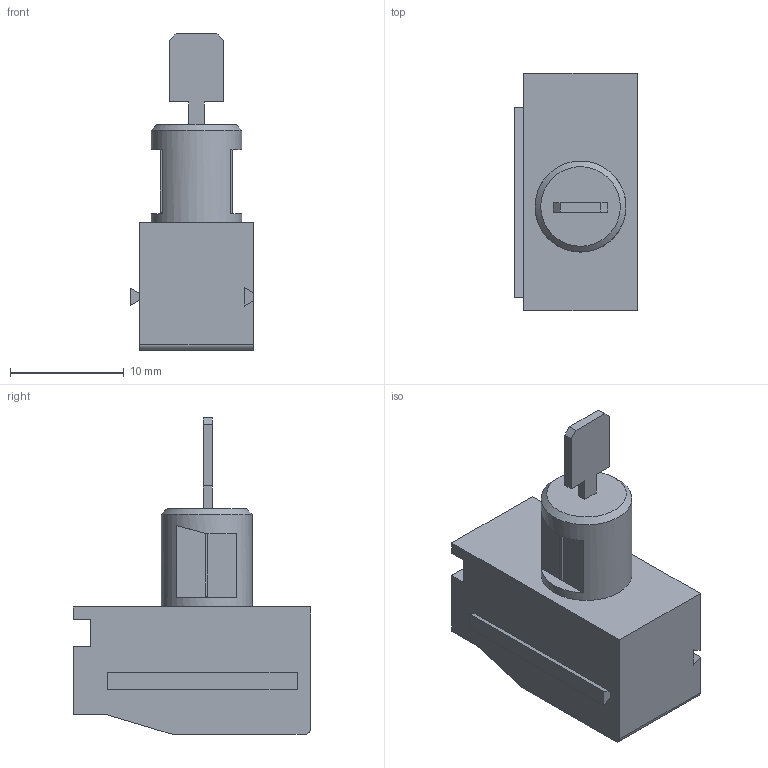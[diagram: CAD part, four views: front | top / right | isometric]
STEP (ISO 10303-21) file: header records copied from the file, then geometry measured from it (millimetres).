
FILE_DESCRIPTION(('STEP AP214'),'1');
FILE_NAME('MPT410-P.stp','2016-02-01T17:24:03',(' '),(' '),'Spatial InterOp 3D',' ',' ');
FILE_SCHEMA(('automotive_design'));
Length unit declared in the file: metre
Products named in the file (2): 1; 2
Bounding box: 10.8 x 20.9 x 27.85 mm (x, y, z)
Volume: 2444.3 mm3; surface area: 1788.5 mm2
Topology: 2 solids, 2 shells, 98 faces, 257 edges, 170 vertices
Faces by surface type: plane 88, cylinder 7, cone 3
Full cylindrical faces by diameter (mm): 2.6 x1, 4.7 x1, 5 x1, 8 x1
Entity records: 3756 total; most frequent: CARTESIAN_POINT 572, ORIENTED_EDGE 488, DIRECTION 460, EDGE_CURVE 244, LINE 214, VECTOR 214, VERTEX_POINT 165, AXIS2_PLACEMENT_3D 123
